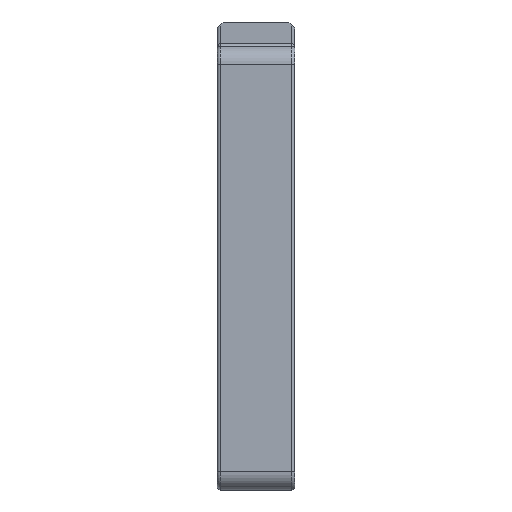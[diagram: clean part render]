
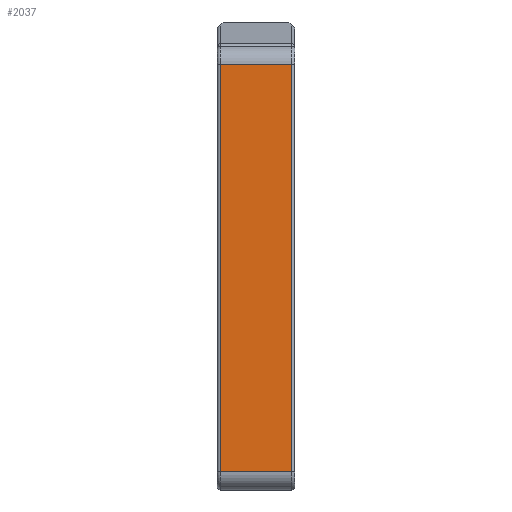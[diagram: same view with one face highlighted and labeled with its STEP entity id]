
A CAD part, top view. The second image highlights one B-rep face of the part: STEP entity #2037.
In plain terms, the highlighted planar face has unit normal (0, 0, 1).
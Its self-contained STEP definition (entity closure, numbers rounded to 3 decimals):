
#145=PLANE('',#2219);
#239=LINE('',#5779,#368);
#240=LINE('',#5781,#369);
#241=LINE('',#5783,#370);
#242=LINE('',#5784,#371);
#368=VECTOR('',#2561,1000.);
#369=VECTOR('',#2562,1000.);
#370=VECTOR('',#2563,1000.);
#371=VECTOR('',#2564,1000.);
#513=FACE_OUTER_BOUND('',#643,.T.);
#643=EDGE_LOOP('',(#1552,#1553,#1554,#1555));
#935=VERTEX_POINT('',#5777);
#936=VERTEX_POINT('',#5778);
#937=VERTEX_POINT('',#5780);
#938=VERTEX_POINT('',#5782);
#1166=EDGE_CURVE('',#935,#936,#239,.T.);
#1167=EDGE_CURVE('',#936,#937,#240,.T.);
#1168=EDGE_CURVE('',#937,#938,#241,.T.);
#1169=EDGE_CURVE('',#938,#935,#242,.T.);
#1552=ORIENTED_EDGE('',*,*,#1166,.T.);
#1553=ORIENTED_EDGE('',*,*,#1167,.T.);
#1554=ORIENTED_EDGE('',*,*,#1168,.T.);
#1555=ORIENTED_EDGE('',*,*,#1169,.T.);
#2037=ADVANCED_FACE('',(#513),#145,.F.);
#2219=AXIS2_PLACEMENT_3D('',#5776,#2559,#2560);
#2559=DIRECTION('center_axis',(0.,0.,-1.));
#2560=DIRECTION('ref_axis',(0.,1.,0.));
#2561=DIRECTION('',(0.,1.,0.));
#2562=DIRECTION('',(-1.,0.,0.));
#2563=DIRECTION('',(0.,-1.,0.));
#2564=DIRECTION('',(1.,0.,0.));
#5776=CARTESIAN_POINT('Origin',(13.,74.,0.));
#5777=CARTESIAN_POINT('',(12.5,3.,0.));
#5778=CARTESIAN_POINT('',(12.5,71.,0.));
#5779=CARTESIAN_POINT('',(12.5,74.,0.));
#5780=CARTESIAN_POINT('',(0.5,71.,0.));
#5781=CARTESIAN_POINT('',(13.,71.,0.));
#5782=CARTESIAN_POINT('',(0.5,3.,0.));
#5783=CARTESIAN_POINT('',(0.5,74.,0.));
#5784=CARTESIAN_POINT('',(13.,3.,0.));
